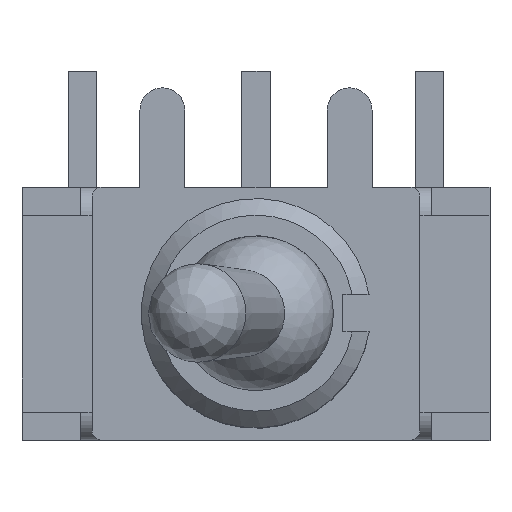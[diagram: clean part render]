
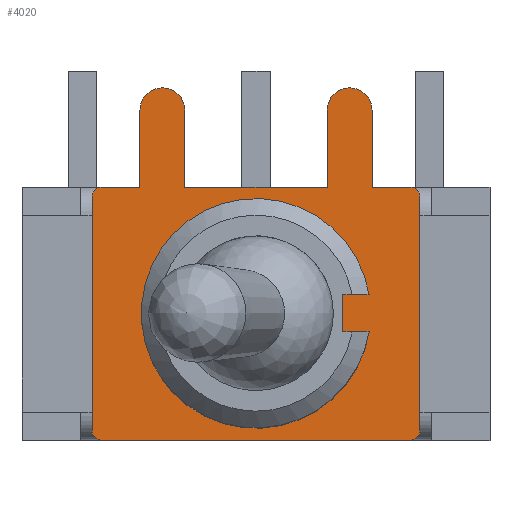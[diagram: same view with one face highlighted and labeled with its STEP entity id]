
A CAD part, top view. The second image highlights one B-rep face of the part: STEP entity #4020.
In plain terms, the highlighted planar face has unit normal (0, 0, 1).
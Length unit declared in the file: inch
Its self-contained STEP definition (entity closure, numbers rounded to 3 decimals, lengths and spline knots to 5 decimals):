
#20=FACE_BOUND('',#519,.T.);
#81=PLANE('',#4308);
#277=FACE_OUTER_BOUND('',#518,.T.);
#518=EDGE_LOOP('',(#2867,#2868,#2869,#2870,#2871,#2872,#2873,#2874,#2875,
#2876,#2877,#2878,#2879,#2880,#2881,#2882));
#519=EDGE_LOOP('',(#2883,#2884,#2885,#2886));
#807=LINE('',#6003,#1281);
#808=LINE('',#6007,#1282);
#809=LINE('',#6011,#1283);
#810=LINE('',#6015,#1284);
#811=LINE('',#6017,#1285);
#812=LINE('',#6021,#1286);
#813=LINE('',#6023,#1287);
#814=LINE('',#6025,#1288);
#815=LINE('',#6029,#1289);
#816=LINE('',#6030,#1290);
#817=LINE('',#6033,#1291);
#818=LINE('',#6035,#1292);
#819=LINE('',#6037,#1293);
#1281=VECTOR('',#4729,0.3937);
#1282=VECTOR('',#4732,0.3937);
#1283=VECTOR('',#4735,0.3937);
#1284=VECTOR('',#4738,0.3937);
#1285=VECTOR('',#4739,0.3937);
#1286=VECTOR('',#4742,0.3937);
#1287=VECTOR('',#4743,0.3937);
#1288=VECTOR('',#4744,0.3937);
#1289=VECTOR('',#4747,0.3937);
#1290=VECTOR('',#4748,0.3937);
#1291=VECTOR('',#4749,0.3937);
#1292=VECTOR('',#4750,0.3937);
#1293=VECTOR('',#4751,0.3937);
#1756=CIRCLE('',#4309,0.00984);
#1757=CIRCLE('',#4310,0.00984);
#1758=CIRCLE('',#4311,0.00984);
#1759=CIRCLE('',#4312,0.00984);
#1760=CIRCLE('',#4313,0.02402);
#1761=CIRCLE('',#4314,0.02402);
#1762=CIRCLE('',#4315,0.12244);
#1869=VERTEX_POINT('',#5999);
#1870=VERTEX_POINT('',#6000);
#1871=VERTEX_POINT('',#6002);
#1872=VERTEX_POINT('',#6004);
#1873=VERTEX_POINT('',#6006);
#1874=VERTEX_POINT('',#6008);
#1875=VERTEX_POINT('',#6010);
#1876=VERTEX_POINT('',#6012);
#1877=VERTEX_POINT('',#6014);
#1878=VERTEX_POINT('',#6016);
#1879=VERTEX_POINT('',#6018);
#1880=VERTEX_POINT('',#6020);
#1881=VERTEX_POINT('',#6022);
#1882=VERTEX_POINT('',#6024);
#1883=VERTEX_POINT('',#6026);
#1884=VERTEX_POINT('',#6028);
#1885=VERTEX_POINT('',#6031);
#1886=VERTEX_POINT('',#6032);
#1887=VERTEX_POINT('',#6034);
#1888=VERTEX_POINT('',#6036);
#2248=EDGE_CURVE('',#1869,#1870,#1756,.T.);
#2249=EDGE_CURVE('',#1871,#1869,#807,.T.);
#2250=EDGE_CURVE('',#1872,#1871,#1757,.T.);
#2251=EDGE_CURVE('',#1873,#1872,#808,.T.);
#2252=EDGE_CURVE('',#1874,#1873,#1758,.T.);
#2253=EDGE_CURVE('',#1875,#1874,#809,.T.);
#2254=EDGE_CURVE('',#1876,#1875,#1759,.T.);
#2255=EDGE_CURVE('',#1877,#1876,#810,.T.);
#2256=EDGE_CURVE('',#1878,#1877,#811,.T.);
#2257=EDGE_CURVE('',#1879,#1878,#1760,.T.);
#2258=EDGE_CURVE('',#1880,#1879,#812,.T.);
#2259=EDGE_CURVE('',#1881,#1880,#813,.T.);
#2260=EDGE_CURVE('',#1882,#1881,#814,.T.);
#2261=EDGE_CURVE('',#1883,#1882,#1761,.T.);
#2262=EDGE_CURVE('',#1884,#1883,#815,.T.);
#2263=EDGE_CURVE('',#1870,#1884,#816,.T.);
#2264=EDGE_CURVE('',#1885,#1886,#817,.T.);
#2265=EDGE_CURVE('',#1887,#1885,#818,.T.);
#2266=EDGE_CURVE('',#1888,#1887,#819,.T.);
#2267=EDGE_CURVE('',#1886,#1888,#1762,.T.);
#2867=ORIENTED_EDGE('',*,*,#2248,.F.);
#2868=ORIENTED_EDGE('',*,*,#2249,.F.);
#2869=ORIENTED_EDGE('',*,*,#2250,.F.);
#2870=ORIENTED_EDGE('',*,*,#2251,.F.);
#2871=ORIENTED_EDGE('',*,*,#2252,.F.);
#2872=ORIENTED_EDGE('',*,*,#2253,.F.);
#2873=ORIENTED_EDGE('',*,*,#2254,.F.);
#2874=ORIENTED_EDGE('',*,*,#2255,.F.);
#2875=ORIENTED_EDGE('',*,*,#2256,.F.);
#2876=ORIENTED_EDGE('',*,*,#2257,.F.);
#2877=ORIENTED_EDGE('',*,*,#2258,.F.);
#2878=ORIENTED_EDGE('',*,*,#2259,.F.);
#2879=ORIENTED_EDGE('',*,*,#2260,.F.);
#2880=ORIENTED_EDGE('',*,*,#2261,.F.);
#2881=ORIENTED_EDGE('',*,*,#2262,.F.);
#2882=ORIENTED_EDGE('',*,*,#2263,.F.);
#2883=ORIENTED_EDGE('',*,*,#2264,.F.);
#2884=ORIENTED_EDGE('',*,*,#2265,.F.);
#2885=ORIENTED_EDGE('',*,*,#2266,.F.);
#2886=ORIENTED_EDGE('',*,*,#2267,.F.);
#4020=ADVANCED_FACE('',(#277,#20),#81,.F.);
#4308=AXIS2_PLACEMENT_3D('',#5998,#4725,#4726);
#4309=AXIS2_PLACEMENT_3D('',#6001,#4727,#4728);
#4310=AXIS2_PLACEMENT_3D('',#6005,#4730,#4731);
#4311=AXIS2_PLACEMENT_3D('',#6009,#4733,#4734);
#4312=AXIS2_PLACEMENT_3D('',#6013,#4736,#4737);
#4313=AXIS2_PLACEMENT_3D('',#6019,#4740,#4741);
#4314=AXIS2_PLACEMENT_3D('',#6027,#4745,#4746);
#4315=AXIS2_PLACEMENT_3D('',#6038,#4752,#4753);
#4725=DIRECTION('center_axis',(0.,0.,
-1.));
#4726=DIRECTION('ref_axis',(0.,-1.,0.));
#4727=DIRECTION('center_axis',(0.,0.,
-1.));
#4728=DIRECTION('ref_axis',(-0.707,0.707,0.));
#4729=DIRECTION('',(0.,1.,0.));
#4730=DIRECTION('center_axis',(0.,0.,
-1.));
#4731=DIRECTION('ref_axis',(-0.707,-0.707,0.));
#4732=DIRECTION('',(-1.,0.,0.));
#4733=DIRECTION('center_axis',(0.,0.,
-1.));
#4734=DIRECTION('ref_axis',(0.707,-0.707,0.));
#4735=DIRECTION('',(0.,-1.,0.));
#4736=DIRECTION('center_axis',(0.,0.,
-1.));
#4737=DIRECTION('ref_axis',(0.707,0.707,0.));
#4738=DIRECTION('',(1.,0.,0.));
#4739=DIRECTION('',(0.,-1.,0.));
#4740=DIRECTION('center_axis',(0.,0.,
-1.));
#4741=DIRECTION('ref_axis',(-1.,0.,0.));
#4742=DIRECTION('',(0.,1.,0.));
#4743=DIRECTION('',(1.,0.,0.));
#4744=DIRECTION('',(0.,-1.,0.));
#4745=DIRECTION('center_axis',(0.,0.,
-1.));
#4746=DIRECTION('ref_axis',(-1.,0.,0.));
#4747=DIRECTION('',(0.,1.,0.));
#4748=DIRECTION('',(1.,0.,0.));
#4749=DIRECTION('',(1.,0.,0.));
#4750=DIRECTION('',(0.,1.,0.));
#4751=DIRECTION('',(-1.,0.,0.));
#4752=DIRECTION('center_axis',(0.,0.,
1.));
#4753=DIRECTION('ref_axis',(0.986,0.164,0.));
#5998=CARTESIAN_POINT('Origin',(0.,0.04916,
0.36969));
#5999=CARTESIAN_POINT('',(-0.1752,0.1252,0.36969));
#6000=CARTESIAN_POINT('',(-0.16535,0.13504,0.36969));
#6001=CARTESIAN_POINT('Origin',(-0.16535,0.1252,0.36969));
#6002=CARTESIAN_POINT('',(-0.1752,-0.1252,0.36969));
#6003=CARTESIAN_POINT('',(-0.1752,-0.13504,0.36969));
#6004=CARTESIAN_POINT('',(-0.16535,-0.13504,0.36969));
#6005=CARTESIAN_POINT('Origin',(-0.16535,-0.1252,0.36969));
#6006=CARTESIAN_POINT('',(0.16535,-0.13504,0.36969));
#6007=CARTESIAN_POINT('',(0.1752,-0.13504,0.36969));
#6008=CARTESIAN_POINT('',(0.1752,-0.1252,0.36969));
#6009=CARTESIAN_POINT('Origin',(0.16535,-0.1252,0.36969));
#6010=CARTESIAN_POINT('',(0.1752,0.1252,0.36969));
#6011=CARTESIAN_POINT('',(0.1752,0.13504,0.36969));
#6012=CARTESIAN_POINT('',(0.16535,0.13504,0.36969));
#6013=CARTESIAN_POINT('Origin',(0.16535,0.1252,0.36969));
#6014=CARTESIAN_POINT('',(0.12402,0.13504,0.36969));
#6015=CARTESIAN_POINT('',(0.12402,0.13504,0.36969));
#6016=CARTESIAN_POINT('',(0.12402,0.21732,0.36969));
#6017=CARTESIAN_POINT('',(0.12402,0.21732,0.36969));
#6018=CARTESIAN_POINT('',(0.07598,0.21732,0.36969));
#6019=CARTESIAN_POINT('Origin',(0.1,0.21732,0.36969));
#6020=CARTESIAN_POINT('',(0.07598,0.13504,0.36969));
#6021=CARTESIAN_POINT('',(0.07598,0.13504,0.36969));
#6022=CARTESIAN_POINT('',(-0.07598,0.13504,0.36969));
#6023=CARTESIAN_POINT('',(-0.07598,0.13504,0.36969));
#6024=CARTESIAN_POINT('',(-0.07598,0.21732,0.36969));
#6025=CARTESIAN_POINT('',(-0.07598,0.21732,0.36969));
#6026=CARTESIAN_POINT('',(-0.12402,0.21732,0.36969));
#6027=CARTESIAN_POINT('Origin',(-0.1,0.21732,0.36969));
#6028=CARTESIAN_POINT('',(-0.12402,0.13504,0.36969));
#6029=CARTESIAN_POINT('',(-0.12402,0.13504,0.36969));
#6030=CARTESIAN_POINT('',(-0.1752,0.13504,0.36969));
#6031=CARTESIAN_POINT('',(0.09283,0.02008,0.36969));
#6032=CARTESIAN_POINT('',(0.12078,0.02008,0.36969));
#6033=CARTESIAN_POINT('',(0.06039,0.02008,0.36969));
#6034=CARTESIAN_POINT('',(0.09283,-0.02008,0.36969));
#6035=CARTESIAN_POINT('',(0.09283,0.03462,0.36969));
#6036=CARTESIAN_POINT('',(0.12078,-0.02008,0.36969));
#6037=CARTESIAN_POINT('',(0.04642,-0.02008,0.36969));
#6038=CARTESIAN_POINT('Origin',(0.,0.,
0.36969));
